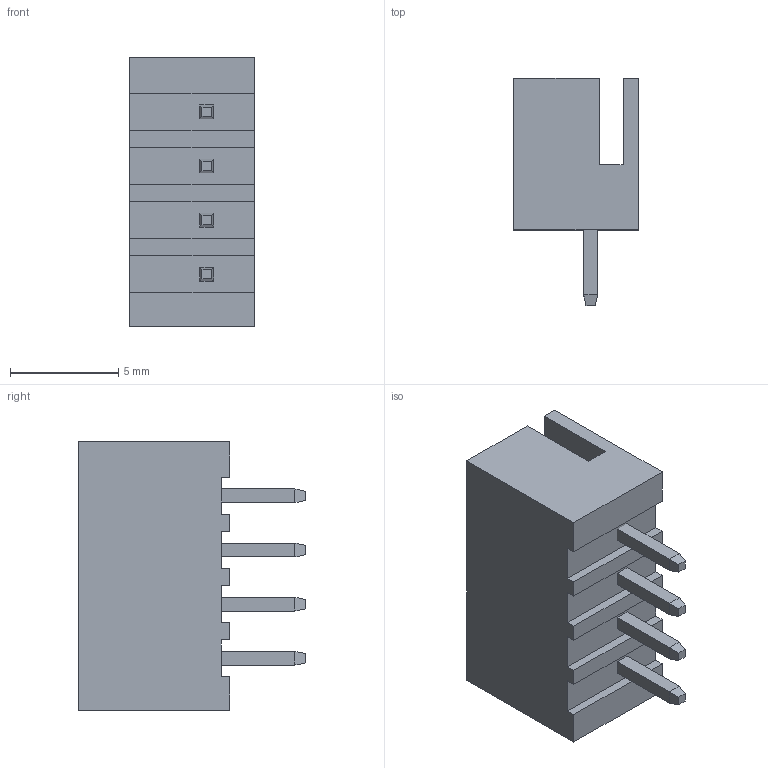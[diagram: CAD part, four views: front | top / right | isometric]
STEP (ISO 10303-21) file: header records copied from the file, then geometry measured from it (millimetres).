
FILE_DESCRIPTION (( 'STEP AP214' ), '1' );
FILE_NAME ('User Library-CWF-4.STEP', '2014-10-28T15:08:46', ( 'Windows User' ), ( '' ), 'SwSTEP 2.0', 'SolidWorks 2014', '' );
FILE_SCHEMA (( 'AUTOMOTIVE_DESIGN' ));
Length unit declared in the file: millimetre
Products named in the file (1): User Library-CWF-4
Bounding box: 5.75 x 10.5 x 12.4 mm (x, y, z)
Volume: 242 mm3; surface area: 626.8 mm2
Topology: 2 solids, 2 shells, 117 faces, 287 edges, 180 vertices
Faces by surface type: plane 115, cylinder 2
Entity records: 4663 total; most frequent: CARTESIAN_POINT 585, ORIENTED_EDGE 574, DIRECTION 527, EDGE_CURVE 287, VECTOR 283, LINE 283, VERTEX_POINT 180, EDGE_LOOP 123
